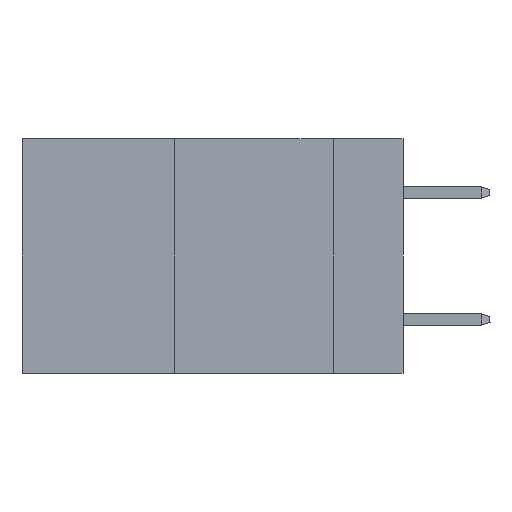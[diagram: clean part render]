
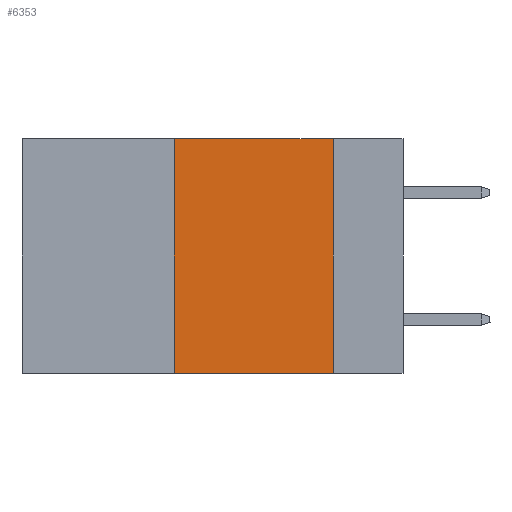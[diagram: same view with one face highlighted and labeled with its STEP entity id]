
A CAD part, left-side view. The second image highlights one B-rep face of the part: STEP entity #6353.
In plain terms, the highlighted planar face has unit normal (-1, 0, 0).
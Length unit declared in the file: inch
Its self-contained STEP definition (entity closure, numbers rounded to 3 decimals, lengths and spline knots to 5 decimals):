
#40 = CARTESIAN_POINT ( 'NONE',  ( 0., 0.36, -0.37 ) ) ;
#1727 = CARTESIAN_POINT ( 'NONE',  ( 0., 0.36, 0. ) ) ;
#1966 = AXIS2_PLACEMENT_3D ( 'NONE', #7040, #15838, #20080 ) ;
#2820 = FACE_OUTER_BOUND ( 'NONE', #8302, .T. ) ;
#3068 = VERTEX_POINT ( 'NONE', #7172 ) ;
#3257 = VECTOR ( 'NONE', #11628, 39.37008 ) ;
#4276 = VECTOR ( 'NONE', #7077, 39.37008 ) ;
#5886 = LINE ( 'NONE', #18914, #20970 ) ;
#6353 = ADVANCED_FACE ( 'NONE', ( #2820 ), #22220, .F. ) ;
#7040 = CARTESIAN_POINT ( 'NONE',  ( 0., 0.6, 0. ) ) ;
#7068 = VERTEX_POINT ( 'NONE', #22748 ) ;
#7077 = DIRECTION ( 'NONE',  ( 0., 0., -1. ) ) ;
#7172 = CARTESIAN_POINT ( 'NONE',  ( 0., 0.11, 0. ) ) ;
#7431 = ORIENTED_EDGE ( 'NONE', *, *, #27104, .F. ) ;
#8253 = CARTESIAN_POINT ( 'NONE',  ( 0., 0.11, 0. ) ) ;
#8302 = EDGE_LOOP ( 'NONE', ( #7431, #12309, #12753, #26036 ) ) ;
#8755 = CARTESIAN_POINT ( 'NONE',  ( 0., 0.6, 0. ) ) ;
#9191 = LINE ( 'NONE', #8253, #4276 ) ;
#10881 = LINE ( 'NONE', #8755, #11691 ) ;
#11628 = DIRECTION ( 'NONE',  ( 0., 0., 1. ) ) ;
#11691 = VECTOR ( 'NONE', #19537, 39.37008 ) ;
#12309 = ORIENTED_EDGE ( 'NONE', *, *, #19494, .F. ) ;
#12753 = ORIENTED_EDGE ( 'NONE', *, *, #24417, .F. ) ;
#15838 = DIRECTION ( 'NONE',  ( 1., 0., 0. ) ) ;
#18151 = EDGE_CURVE ( 'NONE', #20873, #7068, #5886, .T. ) ;
#18914 = CARTESIAN_POINT ( 'NONE',  ( 0., 0.6, -0.37 ) ) ;
#19494 = EDGE_CURVE ( 'NONE', #26259, #3068, #10881, .T. ) ;
#19537 = DIRECTION ( 'NONE',  ( 0., -1., 0. ) ) ;
#20080 = DIRECTION ( 'NONE',  ( 0., 0., -1. ) ) ;
#20873 = VERTEX_POINT ( 'NONE', #40 ) ;
#20970 = VECTOR ( 'NONE', #27272, 39.37008 ) ;
#22220 = PLANE ( 'NONE',  #1966 ) ;
#22748 = CARTESIAN_POINT ( 'NONE',  ( 0., 0.11, -0.37 ) ) ;
#24417 = EDGE_CURVE ( 'NONE', #20873, #26259, #24826, .T. ) ;
#24826 = LINE ( 'NONE', #26802, #3257 ) ;
#26036 = ORIENTED_EDGE ( 'NONE', *, *, #18151, .T. ) ;
#26259 = VERTEX_POINT ( 'NONE', #1727 ) ;
#26802 = CARTESIAN_POINT ( 'NONE',  ( 0., 0.36, 0. ) ) ;
#27104 = EDGE_CURVE ( 'NONE', #3068, #7068, #9191, .T. ) ;
#27272 = DIRECTION ( 'NONE',  ( 0., -1., 0. ) ) ;
